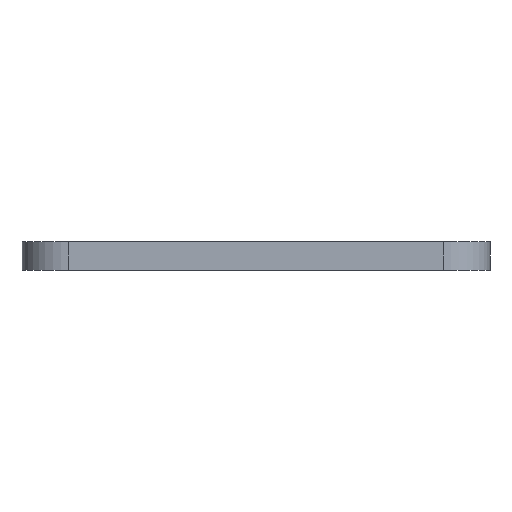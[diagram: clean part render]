
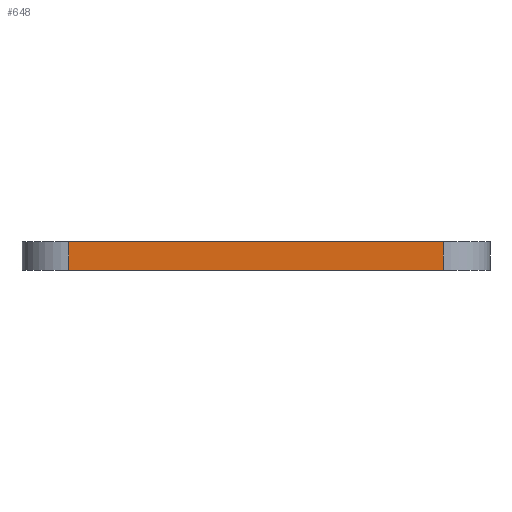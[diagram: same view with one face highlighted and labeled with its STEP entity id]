
A CAD part, front view. The second image highlights one B-rep face of the part: STEP entity #648.
In plain terms, the highlighted planar face has unit normal (0, -1, 0).
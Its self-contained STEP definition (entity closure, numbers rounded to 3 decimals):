
#37=PLANE('',#706);
#52=FACE_OUTER_BOUND('',#85,.T.);
#85=EDGE_LOOP('',(#446,#447,#448,#449));
#140=LINE('',#982,#195);
#141=LINE('',#985,#196);
#142=LINE('',#987,#197);
#143=LINE('',#988,#198);
#195=VECTOR('',#783,10.);
#196=VECTOR('',#786,10.);
#197=VECTOR('',#787,10.);
#198=VECTOR('',#788,10.);
#287=VERTEX_POINT('',#975);
#290=VERTEX_POINT('',#980);
#291=VERTEX_POINT('',#984);
#292=VERTEX_POINT('',#986);
#352=EDGE_CURVE('',#290,#287,#140,.T.);
#353=EDGE_CURVE('',#290,#291,#141,.T.);
#354=EDGE_CURVE('',#292,#291,#142,.T.);
#355=EDGE_CURVE('',#287,#292,#143,.T.);
#446=ORIENTED_EDGE('',*,*,#352,.F.);
#447=ORIENTED_EDGE('',*,*,#353,.T.);
#448=ORIENTED_EDGE('',*,*,#354,.F.);
#449=ORIENTED_EDGE('',*,*,#355,.F.);
#648=ADVANCED_FACE('',(#52),#37,.T.);
#706=AXIS2_PLACEMENT_3D('',#983,#784,#785);
#783=DIRECTION('',(0.,0.,1.));
#784=DIRECTION('center_axis',(0.,-1.,0.));
#785=DIRECTION('ref_axis',(1.,0.,0.));
#786=DIRECTION('',(1.,0.,0.));
#787=DIRECTION('',(0.,0.,-1.));
#788=DIRECTION('',(1.,0.,0.));
#975=CARTESIAN_POINT('',(-20.,-41.,3.));
#980=CARTESIAN_POINT('',(-20.,-41.,0.));
#982=CARTESIAN_POINT('',(-20.,-41.,0.));
#983=CARTESIAN_POINT('Origin',(-25.,-41.,0.));
#984=CARTESIAN_POINT('',(20.,-41.,0.));
#985=CARTESIAN_POINT('',(-25.,-41.,0.));
#986=CARTESIAN_POINT('',(20.,-41.,3.));
#987=CARTESIAN_POINT('',(20.,-41.,0.));
#988=CARTESIAN_POINT('',(-25.,-41.,3.));
